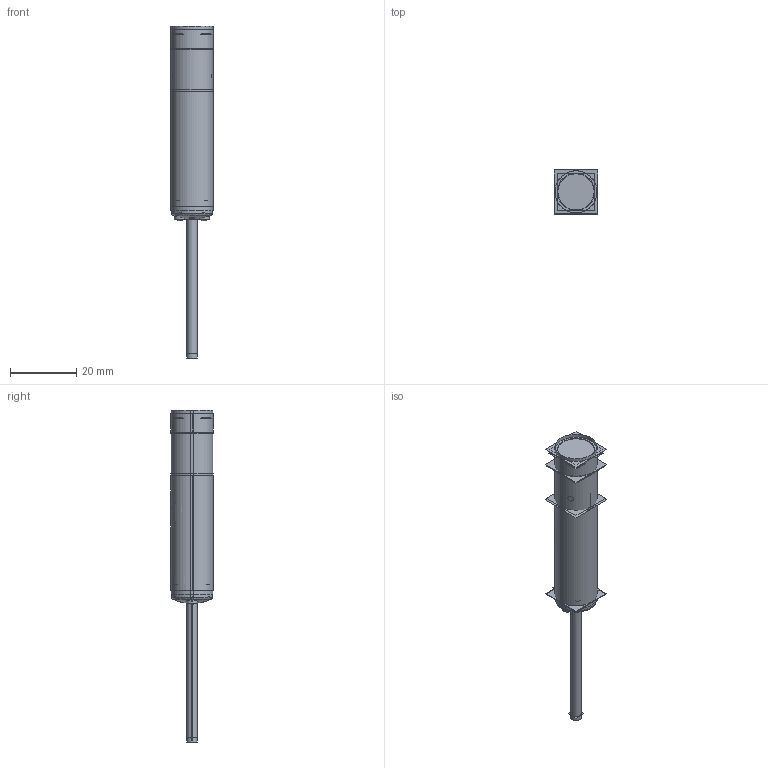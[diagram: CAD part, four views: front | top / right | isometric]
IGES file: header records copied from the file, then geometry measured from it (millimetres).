
Start section:  PTC IGES file: 193978.igs
Global section: file name: 193978.igs; native system: Creo Parametric by Parametric Technology Corporation; preprocessor: 2013230; author: pdmadmin; organization: Unknown; date: 20160309.144230; units: millimetre
Bounding box: 13.21 x 13.21 x 100.07 mm (x, y, z)
Volume: 3375.8 mm3; surface area: 31905.4 mm2
Topology: 7 solids, 7 shells, 454 faces, 2232 edges, 2790 vertices
Faces by surface type: bspline 254, revolution 200
